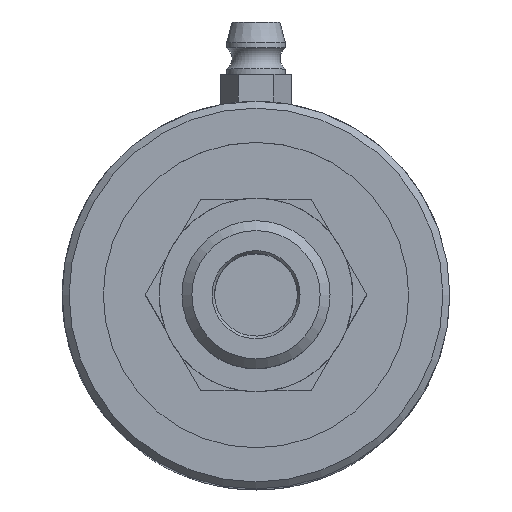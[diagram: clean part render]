
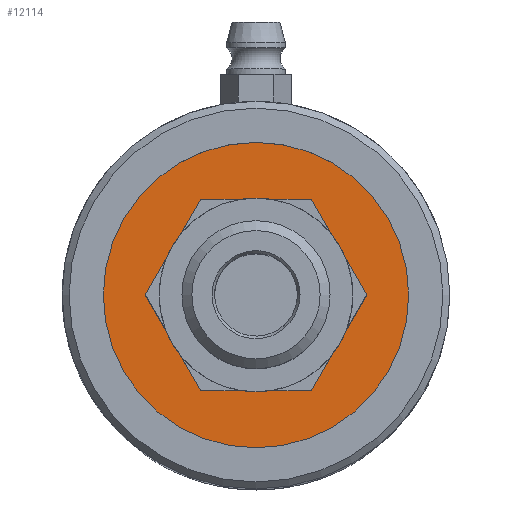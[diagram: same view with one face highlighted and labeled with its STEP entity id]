
A CAD part, top view. The second image highlights one B-rep face of the part: STEP entity #12114.
In plain terms, the highlighted planar face has unit normal (0, 0, 1).
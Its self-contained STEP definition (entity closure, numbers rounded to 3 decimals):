
#180=FACE_BOUND('',#4368,.T.);
#1720=LINE('',#84546,#2372);
#1723=LINE('',#84551,#2375);
#1725=LINE('',#84555,#2377);
#1727=LINE('',#84559,#2379);
#1729=LINE('',#84563,#2381);
#1731=LINE('',#84566,#2383);
#2372=VECTOR('',#15058,12.702);
#2375=VECTOR('',#15063,12.702);
#2377=VECTOR('',#15067,12.702);
#2379=VECTOR('',#15071,12.702);
#2381=VECTOR('',#15075,12.702);
#2383=VECTOR('',#15079,12.702);
#2779=CIRCLE('',#12930,17.525);
#3045=PLANE('',#12931);
#3644=FACE_OUTER_BOUND('',#4367,.T.);
#4367=EDGE_LOOP('',(#11046));
#4368=EDGE_LOOP('',(#11047,#11048,#11049,#11050,#11051,#11052));
#6097=VERTEX_POINT('',#84543);
#6098=VERTEX_POINT('',#84545);
#6099=VERTEX_POINT('',#84549);
#6100=VERTEX_POINT('',#84553);
#6101=VERTEX_POINT('',#84557);
#6102=VERTEX_POINT('',#84561);
#6104=VERTEX_POINT('',#84571);
#7763=EDGE_CURVE('',#6098,#6097,#1720,.T.);
#7766=EDGE_CURVE('',#6097,#6099,#1723,.T.);
#7768=EDGE_CURVE('',#6099,#6100,#1725,.T.);
#7770=EDGE_CURVE('',#6100,#6101,#1727,.T.);
#7772=EDGE_CURVE('',#6101,#6102,#1729,.T.);
#7774=EDGE_CURVE('',#6102,#6098,#1731,.T.);
#7777=EDGE_CURVE('',#6104,#6104,#2779,.T.);
#11046=ORIENTED_EDGE('',*,*,#7777,.T.);
#11047=ORIENTED_EDGE('',*,*,#7763,.T.);
#11048=ORIENTED_EDGE('',*,*,#7766,.T.);
#11049=ORIENTED_EDGE('',*,*,#7768,.T.);
#11050=ORIENTED_EDGE('',*,*,#7770,.T.);
#11051=ORIENTED_EDGE('',*,*,#7772,.T.);
#11052=ORIENTED_EDGE('',*,*,#7774,.T.);
#12114=ADVANCED_FACE('',(#3644,#180),#3045,.F.);
#12930=AXIS2_PLACEMENT_3D('',#84573,#15087,#15088);
#12931=AXIS2_PLACEMENT_3D('',#84574,#15089,#15090);
#15058=DIRECTION('',(1.,0.,0.));
#15063=DIRECTION('',(0.5,-0.866,0.));
#15067=DIRECTION('',(-0.5,-0.866,0.));
#15071=DIRECTION('',(-1.,0.,0.));
#15075=DIRECTION('',(-0.5,0.866,0.));
#15079=DIRECTION('',(0.5,0.866,0.));
#15087=DIRECTION('center_axis',(0.,0.,1.));
#15088=DIRECTION('ref_axis',(-1.,0.,0.));
#15089=DIRECTION('center_axis',(0.,0.,-1.));
#15090=DIRECTION('ref_axis',(-1.,0.,0.));
#84543=CARTESIAN_POINT('',(6.351,11.,-4.04));
#84545=CARTESIAN_POINT('',(-6.351,11.,-4.04));
#84546=CARTESIAN_POINT('',(-6.351,11.,-4.04));
#84549=CARTESIAN_POINT('',(12.702,0.,-4.04));
#84551=CARTESIAN_POINT('',(6.351,11.,-4.04));
#84553=CARTESIAN_POINT('',(6.351,-11.,-4.04));
#84555=CARTESIAN_POINT('',(12.702,0.,-4.04));
#84557=CARTESIAN_POINT('',(-6.351,-11.,-4.04));
#84559=CARTESIAN_POINT('',(6.351,-11.,-4.04));
#84561=CARTESIAN_POINT('',(-12.702,0.,-4.04));
#84563=CARTESIAN_POINT('',(-6.351,-11.,-4.04));
#84566=CARTESIAN_POINT('',(-12.702,0.,-4.04));
#84571=CARTESIAN_POINT('',(17.525,0.,-4.04));
#84573=CARTESIAN_POINT('Origin',(0.,0.,-4.04));
#84574=CARTESIAN_POINT('Origin',(0.,0.,-4.04));
